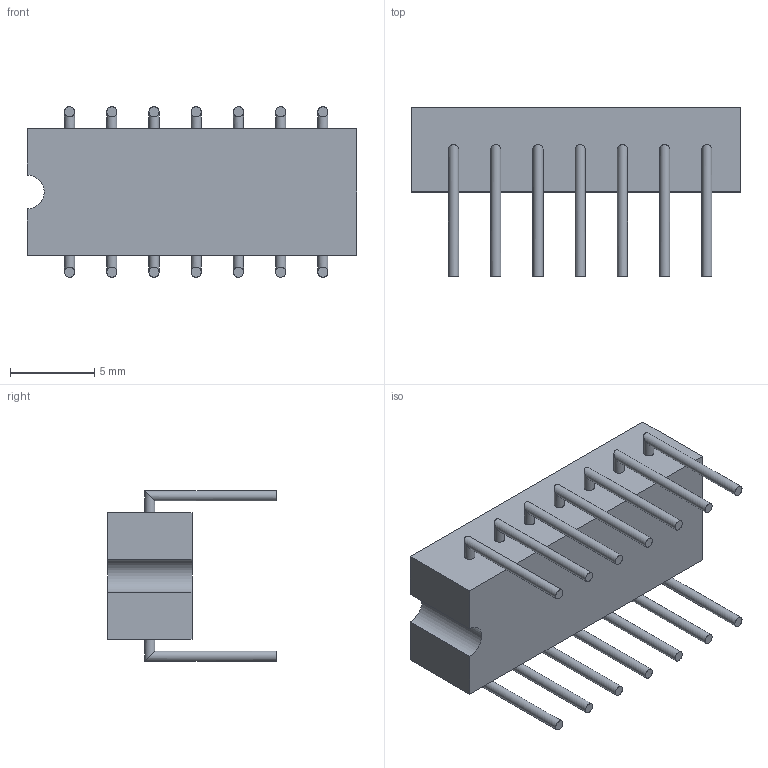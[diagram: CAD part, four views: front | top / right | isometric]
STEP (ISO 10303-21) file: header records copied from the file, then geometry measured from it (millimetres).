
FILE_DESCRIPTION(/* description */ (''),/* implementation_level */ '2;1');
FILE_NAME(/* name */ '39.stp',/* time_stamp */ '2023-12-16T16:50:57+02:00',/* author */ ('Shado'),/* organization */ (''),/* preprocessor_version */ 'ST-DEVELOPER v19.2',/* originating_system */ 'Autodesk Inventor 2024',/* authorisation */ '');
FILE_SCHEMA (('AUTOMOTIVE_DESIGN { 1 0 10303 214 3 1 1 }'));
Length unit declared in the file: millimetre
Products named in the file (1): 39
Bounding box: 19.5 x 10 x 10.1 mm (x, y, z)
Volume: 757 mm3; surface area: 789.4 mm2
Topology: 1 solids, 1 shells, 50 faces, 112 edges, 78 vertices
Faces by surface type: cylinder 29, plane 21
Full cylindrical faces by diameter (mm): 0.6 x28
Entity records: 1487 total; most frequent: DIRECTION 282, CARTESIAN_POINT 241, ORIENTED_EDGE 224, AXIS2_PLACEMENT_3D 119, EDGE_CURVE 112, VERTEX_POINT 78, EDGE_LOOP 64, FACE_OUTER_BOUND 50
